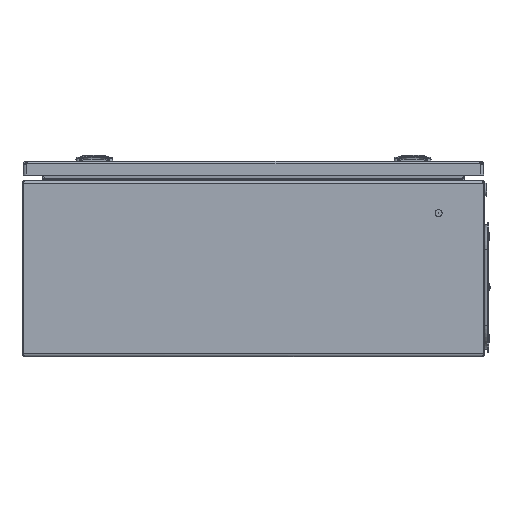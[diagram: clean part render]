
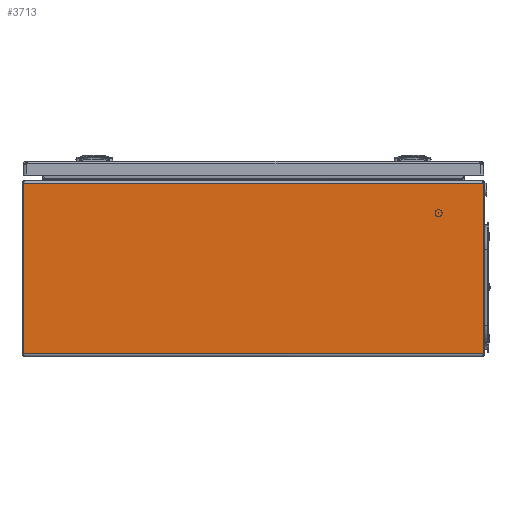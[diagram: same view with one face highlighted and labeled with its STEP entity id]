
A CAD part, left-side view. The second image highlights one B-rep face of the part: STEP entity #3713.
In plain terms, the highlighted planar face has unit normal (-1, 0, 0).
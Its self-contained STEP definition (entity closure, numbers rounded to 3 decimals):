
#3564 = ORIENTED_EDGE ( 'NONE', *, *, #3578, .T. ) ;
#3566 = ORIENTED_EDGE ( 'NONE', *, *, #3569, .T. ) ;
#3569 = EDGE_CURVE ( 'NONE', #3574, #3701, #24357, .T. ) ;
#3570 = ORIENTED_EDGE ( 'NONE', *, *, #3594, .T. ) ;
#3574 = VERTEX_POINT ( 'NONE', #24342 ) ;
#3578 = EDGE_CURVE ( 'NONE', #3614, #3574, #24339, .T. ) ;
#3587 = VERTEX_POINT ( 'NONE', #24312 ) ;
#3594 = EDGE_CURVE ( 'NONE', #3701, #3587, #24308, .T. ) ;
#3614 = VERTEX_POINT ( 'NONE', #24383 ) ;
#3672 = ORIENTED_EDGE ( 'NONE', *, *, #3674, .T. ) ;
#3674 = EDGE_CURVE ( 'NONE', #3587, #3675, #24543, .T. ) ;
#3675 = VERTEX_POINT ( 'NONE', #24536 ) ;
#3676 = ORIENTED_EDGE ( 'NONE', *, *, #3678, .T. ) ;
#3678 = EDGE_CURVE ( 'NONE', #3675, #3719, #24532, .T. ) ;
#3701 = VERTEX_POINT ( 'NONE', #24610 ) ;
#3713 = ADVANCED_FACE ( 'NONE', ( #24591 ), #24586, .T. ) ;
#3715 = EDGE_LOOP ( 'NONE', ( #3717, #3564, #3566, #3570, #3672, #3676 ) ) ;
#3717 = ORIENTED_EDGE ( 'NONE', *, *, #3718, .T. ) ;
#3718 = EDGE_CURVE ( 'NONE', #3719, #3614, #24576, .T. ) ;
#3719 = VERTEX_POINT ( 'NONE', #24568 ) ;
#24308 = LINE ( 'NONE', #24436, #24433 ) ;
#24312 = CARTESIAN_POINT ( 'NONE',  ( -250., -248.499, 186.502 ) ) ;
#24335 = DIRECTION ( 'NONE',  ( 0., 0., -1. ) ) ;
#24337 = VECTOR ( 'NONE', #24335, 1000. ) ;
#24338 = CARTESIAN_POINT ( 'NONE',  ( -250., 248.499, 188.5 ) ) ;
#24339 = LINE ( 'NONE', #24338, #24337 ) ;
#24342 = CARTESIAN_POINT ( 'NONE',  ( -250., 248.499, 3. ) ) ;
#24353 = DIRECTION ( 'NONE',  ( 0., -1., 0. ) ) ;
#24355 = VECTOR ( 'NONE', #24353, 1000. ) ;
#24356 = CARTESIAN_POINT ( 'NONE',  ( -250., 2733.5, 3. ) ) ;
#24357 = LINE ( 'NONE', #24356, #24355 ) ;
#24383 = CARTESIAN_POINT ( 'NONE',  ( -250., 248.499, 186.502 ) ) ;
#24432 = DIRECTION ( 'NONE',  ( 0., 0., 1. ) ) ;
#24433 = VECTOR ( 'NONE', #24432, 1000. ) ;
#24436 = CARTESIAN_POINT ( 'NONE',  ( -250., -248.499, 188.5 ) ) ;
#24529 = DIRECTION ( 'NONE',  ( 0., 1., 0. ) ) ;
#24530 = VECTOR ( 'NONE', #24529, 1000. ) ;
#24531 = CARTESIAN_POINT ( 'NONE',  ( -250., -2733.492, 187. ) ) ;
#24532 = LINE ( 'NONE', #24531, #24530 ) ;
#24536 = CARTESIAN_POINT ( 'NONE',  ( -250., -248.474, 187. ) ) ;
#24539 = DIRECTION ( 'NONE',  ( 0., -1., 0. ) ) ;
#24540 = DIRECTION ( 'NONE',  ( -1., 0., 0. ) ) ;
#24541 = CARTESIAN_POINT ( 'NONE',  ( -250., -243.499, 186.502 ) ) ;
#24542 = AXIS2_PLACEMENT_3D ( 'NONE', #24541, #24540, #24539 ) ;
#24543 = CIRCLE ( 'NONE', #24542, 5. ) ;
#24568 = CARTESIAN_POINT ( 'NONE',  ( -250., 248.474, 187. ) ) ;
#24571 = DIRECTION ( 'NONE',  ( 0., -1., 0. ) ) ;
#24572 = DIRECTION ( 'NONE',  ( -1., 0., 0. ) ) ;
#24573 = CARTESIAN_POINT ( 'NONE',  ( -250., 243.499, 186.502 ) ) ;
#24574 = AXIS2_PLACEMENT_3D ( 'NONE', #24573, #24572, #24571 ) ;
#24576 = CIRCLE ( 'NONE', #24574, 5. ) ;
#24581 = DIRECTION ( 'NONE',  ( 0., 0., -1. ) ) ;
#24582 = DIRECTION ( 'NONE',  ( -1., 0., 0. ) ) ;
#24584 = CARTESIAN_POINT ( 'NONE',  ( -250., 2733.5, 188.5 ) ) ;
#24585 = AXIS2_PLACEMENT_3D ( 'NONE', #24584, #24582, #24581 ) ;
#24586 = PLANE ( 'NONE',  #24585 ) ;
#24591 = FACE_OUTER_BOUND ( 'NONE', #3715, .T. ) ;
#24610 = CARTESIAN_POINT ( 'NONE',  ( -250., -248.499, 3. ) ) ;
